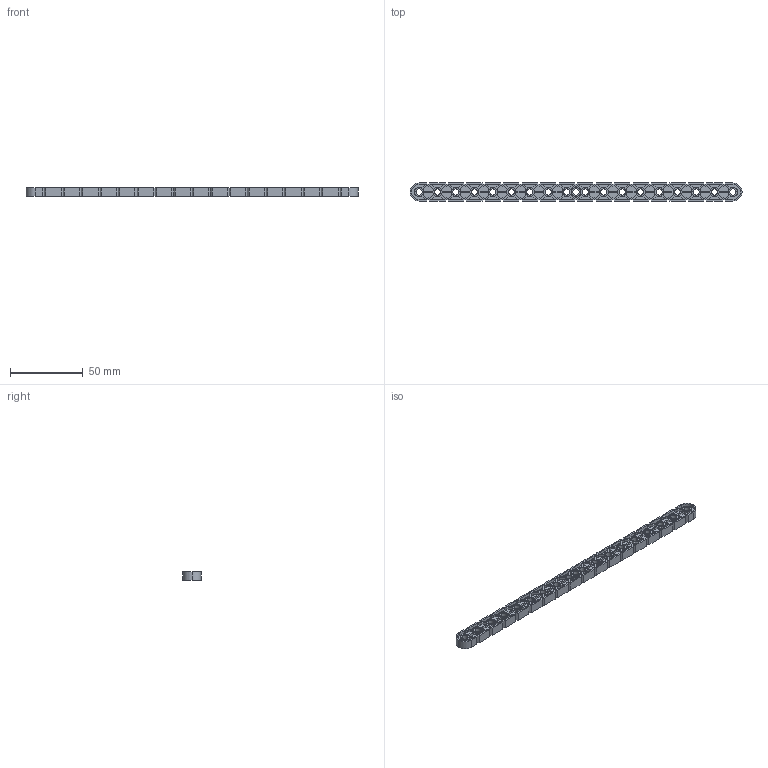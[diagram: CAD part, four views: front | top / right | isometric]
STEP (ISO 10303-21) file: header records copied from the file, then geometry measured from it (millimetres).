
FILE_DESCRIPTION (( 'STEP AP203' ), '1' );
FILE_NAME ('228-2500-015 v2.STEP', '2015-04-27T15:56:24', ( '' ), ( '' ), 'SwSTEP 2.0', 'SolidWorks 2014', '' );
FILE_SCHEMA (( 'CONFIG_CONTROL_DESIGN' ));
Length unit declared in the file: millimetre
Products named in the file (1): 228-2500-015 v2
Bounding box: 228.3 x 12.4 x 6.1 mm (x, y, z)
Volume: 8865.8 mm3; surface area: 13659.1 mm2
Topology: 1 solids, 1 shells, 1062 faces, 3174 edges, 2116 vertices
Faces by surface type: plane 800, cylinder 262
Entity records: 35635 total; most frequent: CARTESIAN_POINT 6353, ORIENTED_EDGE 6348, DIRECTION 5824, EDGE_CURVE 3174, VECTOR 2650, LINE 2650, VERTEX_POINT 2116, AXIS2_PLACEMENT_3D 1587
